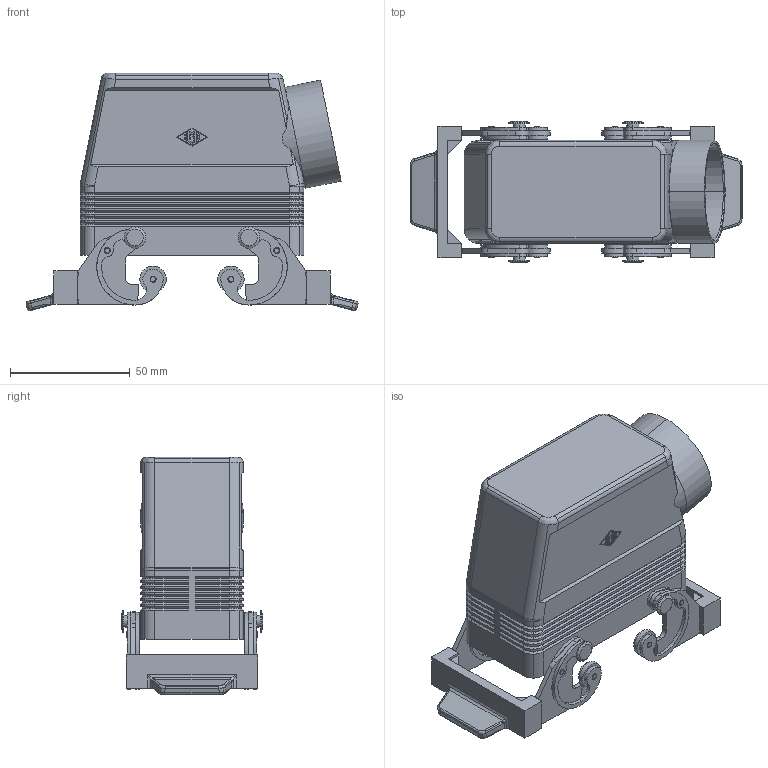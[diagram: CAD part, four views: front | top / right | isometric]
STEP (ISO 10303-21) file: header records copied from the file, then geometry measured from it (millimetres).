
FILE_DESCRIPTION((''),'2;1');
FILE_NAME('MMAO 06 X40.stp','2006-12-21T13:25:44',('gembarski'),(''),'Autodesk Inventor 7','Autodesk Inventor 7','');
FILE_SCHEMA(('AUTOMOTIVE_DESIGN { 1 0 10303 214 1 1 1 1 }'));
Length unit declared in the file: millimetre
Products named in the file (1): CAO Tüllengehäuse 2 Bügel für einen Einsatz
Bounding box: 138.59 x 59 x 99.1 mm (x, y, z)
Volume: 89202.5 mm3; surface area: 62945 mm2
Topology: 1 solids, 5 shells, 960 faces, 2420 edges, 1496 vertices
Faces by surface type: bspline 291, plane 287, cylinder 254, cone 108, torus 16, sphere 4
Entity records: 32445 total; most frequent: CARTESIAN_POINT 9658, ORIENTED_EDGE 4816, DIRECTION 4758, EDGE_CURVE 2408, AXIS2_PLACEMENT_3D 1708, VERTEX_POINT 1496, VECTOR 1342, LINE 1342
